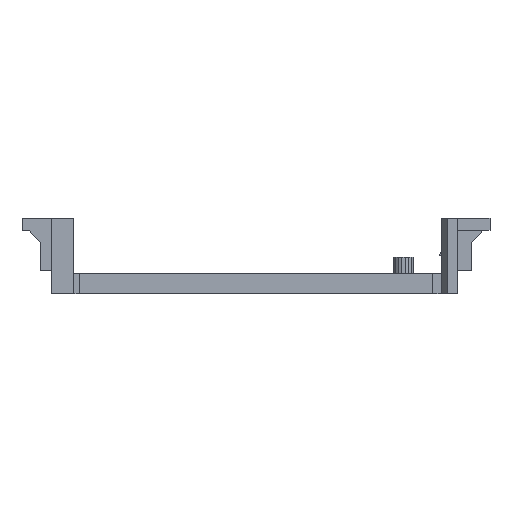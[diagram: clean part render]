
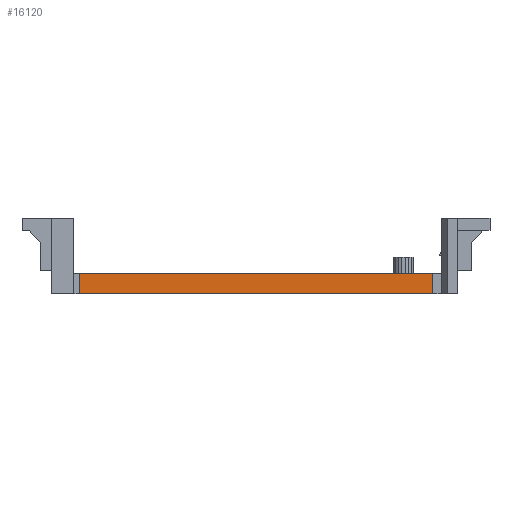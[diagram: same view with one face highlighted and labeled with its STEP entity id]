
A CAD part, front view. The second image highlights one B-rep face of the part: STEP entity #16120.
In plain terms, the highlighted planar face has unit normal (0, -1, 0).
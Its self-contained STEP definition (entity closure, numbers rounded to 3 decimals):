
#212 = PLANE('',#213);
#213 = AXIS2_PLACEMENT_3D('',#214,#215,#216);
#214 = CARTESIAN_POINT('',(0.001,0.,-1.74));
#215 = DIRECTION('',(0.,0.,1.));
#216 = DIRECTION('',(1.,0.,0.));
#710 = VERTEX_POINT('',#711);
#711 = CARTESIAN_POINT('',(-17.4,-7.05,
    -1.74));
#725 = PLANE('',#726);
#726 = AXIS2_PLACEMENT_3D('',#727,#728,#729);
#727 = CARTESIAN_POINT('',(-17.4,-7.7,
    -2.74));
#728 = DIRECTION('',(1.,0.,0.));
#729 = DIRECTION('',(0.,0.,1.));
#737 = EDGE_CURVE('',#738,#710,#740,.T.);
#738 = VERTEX_POINT('',#739);
#739 = CARTESIAN_POINT('',(17.4,-7.05,
    -1.74));
#740 = SURFACE_CURVE('',#741,(#745,#752),.PCURVE_S1.);
#741 = LINE('',#742,#743);
#742 = CARTESIAN_POINT('',(17.4,-7.05,
    -1.74));
#743 = VECTOR('',#744,1.);
#744 = DIRECTION('',(-1.,0.,0.));
#745 = PCURVE('',#212,#746);
#746 = DEFINITIONAL_REPRESENTATION('',(#747),#751);
#747 = LINE('',#748,#749);
#748 = CARTESIAN_POINT('',(17.399,-7.05));
#749 = VECTOR('',#750,1.);
#750 = DIRECTION('',(-1.,0.));
#751 = ( GEOMETRIC_REPRESENTATION_CONTEXT(2) 
PARAMETRIC_REPRESENTATION_CONTEXT() REPRESENTATION_CONTEXT('2D SPACE',''
  ) );
#752 = PCURVE('',#753,#758);
#753 = PLANE('',#754);
#754 = AXIS2_PLACEMENT_3D('',#755,#756,#757);
#755 = CARTESIAN_POINT('',(0.,-7.05,-2.74));
#756 = DIRECTION('',(-0.,-1.,-0.));
#757 = DIRECTION('',(0.,0.,-1.));
#758 = DEFINITIONAL_REPRESENTATION('',(#759),#763);
#759 = LINE('',#760,#761);
#760 = CARTESIAN_POINT('',(-1.,17.4));
#761 = VECTOR('',#762,1.);
#762 = DIRECTION('',(0.,-1.));
#763 = ( GEOMETRIC_REPRESENTATION_CONTEXT(2) 
PARAMETRIC_REPRESENTATION_CONTEXT() REPRESENTATION_CONTEXT('2D SPACE',''
  ) );
#781 = PLANE('',#782);
#782 = AXIS2_PLACEMENT_3D('',#783,#784,#785);
#783 = CARTESIAN_POINT('',(17.4,-7.7,
    -2.74));
#784 = DIRECTION('',(-1.,-0.,-0.));
#785 = DIRECTION('',(0.,0.,-1.));
#12537 = EDGE_CURVE('',#12538,#710,#12540,.T.);
#12538 = VERTEX_POINT('',#12539);
#12539 = CARTESIAN_POINT('',(-17.4,-7.05,
    -3.74));
#12540 = SURFACE_CURVE('',#12541,(#12545,#12552),.PCURVE_S1.);
#12541 = LINE('',#12542,#12543);
#12542 = CARTESIAN_POINT('',(-17.4,-7.05,
    -3.74));
#12543 = VECTOR('',#12544,1.);
#12544 = DIRECTION('',(0.,0.,1.));
#12545 = PCURVE('',#725,#12546);
#12546 = DEFINITIONAL_REPRESENTATION('',(#12547),#12551);
#12547 = LINE('',#12548,#12549);
#12548 = CARTESIAN_POINT('',(-1.,-0.65));
#12549 = VECTOR('',#12550,1.);
#12550 = DIRECTION('',(1.,0.));
#12551 = ( GEOMETRIC_REPRESENTATION_CONTEXT(2) 
PARAMETRIC_REPRESENTATION_CONTEXT() REPRESENTATION_CONTEXT('2D SPACE',''
  ) );
#12552 = PCURVE('',#753,#12553);
#12553 = DEFINITIONAL_REPRESENTATION('',(#12554),#12558);
#12554 = LINE('',#12555,#12556);
#12555 = CARTESIAN_POINT('',(1.,-17.4));
#12556 = VECTOR('',#12557,1.);
#12557 = DIRECTION('',(-1.,0.));
#12558 = ( GEOMETRIC_REPRESENTATION_CONTEXT(2) 
PARAMETRIC_REPRESENTATION_CONTEXT() REPRESENTATION_CONTEXT('2D SPACE',''
  ) );
#12598 = PLANE('',#12599);
#12599 = AXIS2_PLACEMENT_3D('',#12600,#12601,#12602);
#12600 = CARTESIAN_POINT('',(0.056,0.,-3.74));
#12601 = DIRECTION('',(0.,0.,-1.));
#12602 = DIRECTION('',(-1.,0.,0.));
#13337 = VERTEX_POINT('',#13338);
#13338 = CARTESIAN_POINT('',(17.4,-7.05,
    -3.74));
#13359 = EDGE_CURVE('',#13337,#12538,#13360,.T.);
#13360 = SURFACE_CURVE('',#13361,(#13365,#13372),.PCURVE_S1.);
#13361 = LINE('',#13362,#13363);
#13362 = CARTESIAN_POINT('',(17.4,-7.05,
    -3.74));
#13363 = VECTOR('',#13364,1.);
#13364 = DIRECTION('',(-1.,0.,0.));
#13365 = PCURVE('',#12598,#13366);
#13366 = DEFINITIONAL_REPRESENTATION('',(#13367),#13371);
#13367 = LINE('',#13368,#13369);
#13368 = CARTESIAN_POINT('',(-17.344,-7.05));
#13369 = VECTOR('',#13370,1.);
#13370 = DIRECTION('',(1.,0.));
#13371 = ( GEOMETRIC_REPRESENTATION_CONTEXT(2) 
PARAMETRIC_REPRESENTATION_CONTEXT() REPRESENTATION_CONTEXT('2D SPACE',''
  ) );
#13372 = PCURVE('',#753,#13373);
#13373 = DEFINITIONAL_REPRESENTATION('',(#13374),#13378);
#13374 = LINE('',#13375,#13376);
#13375 = CARTESIAN_POINT('',(1.,17.4));
#13376 = VECTOR('',#13377,1.);
#13377 = DIRECTION('',(0.,-1.));
#13378 = ( GEOMETRIC_REPRESENTATION_CONTEXT(2) 
PARAMETRIC_REPRESENTATION_CONTEXT() REPRESENTATION_CONTEXT('2D SPACE',''
  ) );
#16070 = EDGE_CURVE('',#738,#13337,#16071,.T.);
#16071 = SURFACE_CURVE('',#16072,(#16076,#16083),.PCURVE_S1.);
#16072 = LINE('',#16073,#16074);
#16073 = CARTESIAN_POINT('',(17.4,-7.05,
    -1.74));
#16074 = VECTOR('',#16075,1.);
#16075 = DIRECTION('',(0.,0.,-1.));
#16076 = PCURVE('',#781,#16077);
#16077 = DEFINITIONAL_REPRESENTATION('',(#16078),#16082);
#16078 = LINE('',#16079,#16080);
#16079 = CARTESIAN_POINT('',(-1.,-0.65));
#16080 = VECTOR('',#16081,1.);
#16081 = DIRECTION('',(1.,0.));
#16082 = ( GEOMETRIC_REPRESENTATION_CONTEXT(2) 
PARAMETRIC_REPRESENTATION_CONTEXT() REPRESENTATION_CONTEXT('2D SPACE',''
  ) );
#16083 = PCURVE('',#753,#16084);
#16084 = DEFINITIONAL_REPRESENTATION('',(#16085),#16089);
#16085 = LINE('',#16086,#16087);
#16086 = CARTESIAN_POINT('',(-1.,17.4));
#16087 = VECTOR('',#16088,1.);
#16088 = DIRECTION('',(1.,0.));
#16089 = ( GEOMETRIC_REPRESENTATION_CONTEXT(2) 
PARAMETRIC_REPRESENTATION_CONTEXT() REPRESENTATION_CONTEXT('2D SPACE',''
  ) );
#16120 = ADVANCED_FACE('',(#16121),#753,.T.);
#16121 = FACE_BOUND('',#16122,.T.);
#16122 = EDGE_LOOP('',(#16123,#16124,#16125,#16126));
#16123 = ORIENTED_EDGE('',*,*,#737,.T.);
#16124 = ORIENTED_EDGE('',*,*,#12537,.F.);
#16125 = ORIENTED_EDGE('',*,*,#13359,.F.);
#16126 = ORIENTED_EDGE('',*,*,#16070,.F.);
